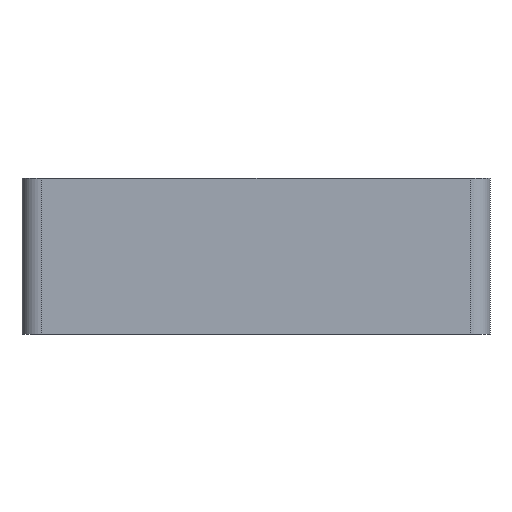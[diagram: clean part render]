
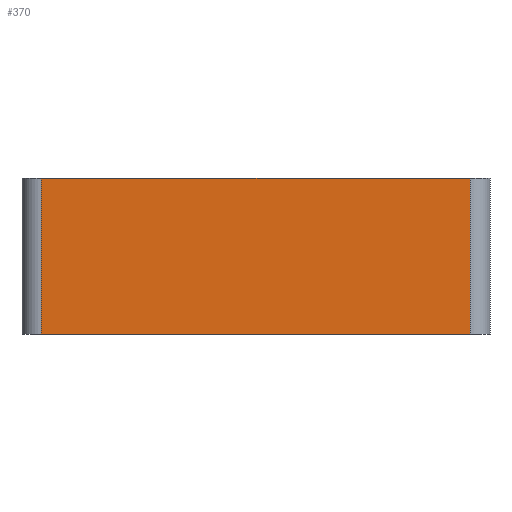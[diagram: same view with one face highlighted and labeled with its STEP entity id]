
A CAD part, front view. The second image highlights one B-rep face of the part: STEP entity #370.
In plain terms, the highlighted planar face has unit normal (0, -1, 0).
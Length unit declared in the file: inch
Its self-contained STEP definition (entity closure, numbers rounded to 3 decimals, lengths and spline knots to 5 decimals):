
#193 = VECTOR ( 'NONE', #2210, 39.37008 ) ;
#262 = VERTEX_POINT ( 'NONE', #2343 ) ;
#280 = CARTESIAN_POINT ( 'NONE',  ( 0., 0., 2. ) ) ;
#321 = CARTESIAN_POINT ( 'NONE',  ( 0.25, 0., 2. ) ) ;
#370 = ADVANCED_FACE ( 'NONE', ( #1451 ), #2967, .F. ) ;
#511 = LINE ( 'NONE', #2727, #193 ) ;
#631 = VERTEX_POINT ( 'NONE', #1489 ) ;
#674 = ORIENTED_EDGE ( 'NONE', *, *, #2295, .T. ) ;
#770 = DIRECTION ( 'NONE',  ( 1., 0., 0. ) ) ;
#801 = DIRECTION ( 'NONE',  ( 0., 1., 0. ) ) ;
#960 = AXIS2_PLACEMENT_3D ( 'NONE', #280, #801, #1076 ) ;
#1062 = CARTESIAN_POINT ( 'NONE',  ( 5.75, 0., 2. ) ) ;
#1076 = DIRECTION ( 'NONE',  ( 0., 0., 1. ) ) ;
#1319 = ORIENTED_EDGE ( 'NONE', *, *, #2927, .T. ) ;
#1322 = DIRECTION ( 'NONE',  ( 0., 0., 1. ) ) ;
#1381 = CARTESIAN_POINT ( 'NONE',  ( 0.25, 0., 2. ) ) ;
#1451 = FACE_OUTER_BOUND ( 'NONE', #2508, .T. ) ;
#1475 = VECTOR ( 'NONE', #1322, 39.37008 ) ;
#1489 = CARTESIAN_POINT ( 'NONE',  ( 0.25, 0., 0. ) ) ;
#1606 = EDGE_CURVE ( 'NONE', #3217, #262, #3372, .T. ) ;
#1639 = DIRECTION ( 'NONE',  ( 0., 0., -1. ) ) ;
#1837 = VERTEX_POINT ( 'NONE', #2684 ) ;
#2184 = ORIENTED_EDGE ( 'NONE', *, *, #1606, .F. ) ;
#2210 = DIRECTION ( 'NONE',  ( 1., 0., 0. ) ) ;
#2295 = EDGE_CURVE ( 'NONE', #3217, #631, #3364, .T. ) ;
#2343 = CARTESIAN_POINT ( 'NONE',  ( 5.75, 0., 2. ) ) ;
#2508 = EDGE_LOOP ( 'NONE', ( #1319, #2848, #2184, #674 ) ) ;
#2649 = VECTOR ( 'NONE', #770, 39.37008 ) ;
#2668 = CARTESIAN_POINT ( 'NONE',  ( 0., 0., 2. ) ) ;
#2684 = CARTESIAN_POINT ( 'NONE',  ( 5.75, 0., 0. ) ) ;
#2727 = CARTESIAN_POINT ( 'NONE',  ( 0., 0., 0. ) ) ;
#2848 = ORIENTED_EDGE ( 'NONE', *, *, #3294, .T. ) ;
#2927 = EDGE_CURVE ( 'NONE', #631, #1837, #511, .T. ) ;
#2967 = PLANE ( 'NONE',  #960 ) ;
#3074 = VECTOR ( 'NONE', #1639, 39.37008 ) ;
#3188 = LINE ( 'NONE', #1062, #1475 ) ;
#3217 = VERTEX_POINT ( 'NONE', #321 ) ;
#3294 = EDGE_CURVE ( 'NONE', #1837, #262, #3188, .T. ) ;
#3364 = LINE ( 'NONE', #1381, #3074 ) ;
#3372 = LINE ( 'NONE', #2668, #2649 ) ;
